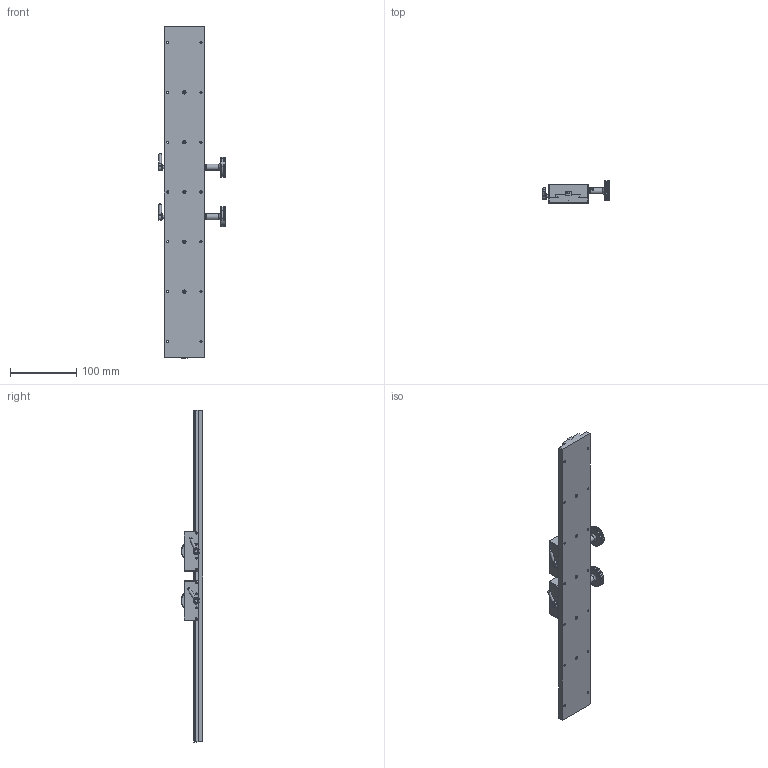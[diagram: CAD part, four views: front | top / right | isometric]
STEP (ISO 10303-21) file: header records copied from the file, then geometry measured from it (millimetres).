
FILE_DESCRIPTION (( 'STEP AP203' ), '1' );
FILE_NAME ('5287101.STEP', '2024-10-14T06:08:45', ( 'Windows User' ), ( 'P R C' ), 'SwSTEP 2.0', 'SolidWorks 2020', '' );
FILE_SCHEMA (( 'CONFIG_CONTROL_DESIGN' ));
Products named in the file (1): 5287101
Bounding box: 101.79 x 33.1 x 500 mm (x, y, z)
Volume: 441488.4 mm3; surface area: 141187.7 mm2
Topology: 33 solids, 33 shells, 1216 faces, 2851 edges, 1727 vertices
Faces by surface type: plane 544, cone 308, cylinder 285, bspline 79
Full cylindrical faces by diameter (mm): 2.05 x7, 2.5 x27, 2.9 x7, 3 x10, 3.3 x36, 4 x8, 4.1 x4, 4.5 x9, 5 x17, 6 x14, 7.4 x2, 8 x8, 9 x4, 10 x4
Entity records: 202336 total; most frequent: CARTESIAN_POINT 177522, ORIENTED_EDGE 4900, DIRECTION 4890, EDGE_CURVE 2450, AXIS2_PLACEMENT_3D 2003, EDGE_LOOP 1642, VERTEX_POINT 1598, FACE_OUTER_BOUND 1384
